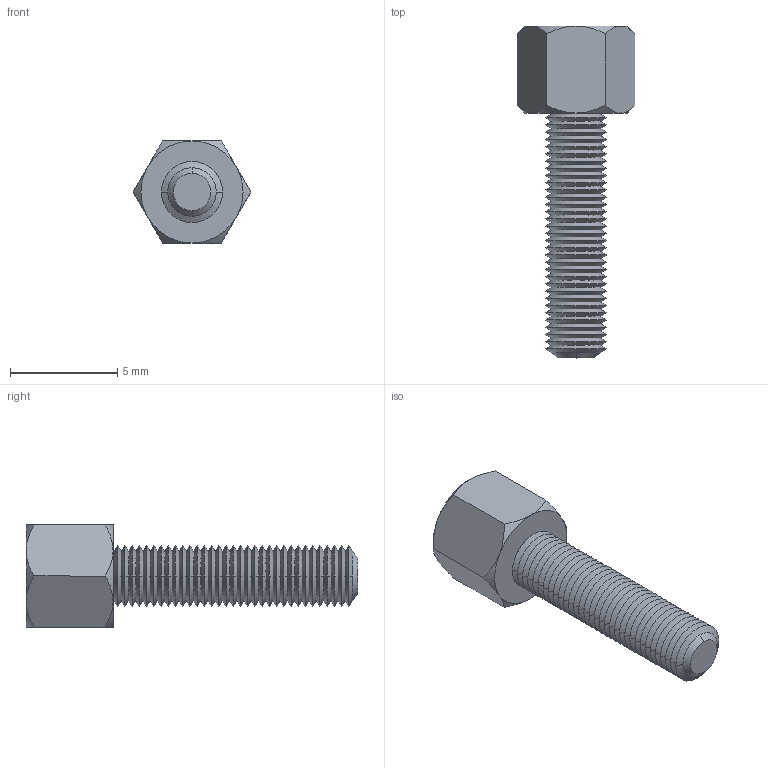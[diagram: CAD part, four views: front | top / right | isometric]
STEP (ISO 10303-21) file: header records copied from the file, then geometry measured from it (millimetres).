
FILE_DESCRIPTION (( 'STEP AP214' ), '1' );
FILE_NAME ('SDG450XS_3D.STEP', '2022-12-13T17:34:07', ( '' ), ( '' ), 'SwSTEP 2.0', 'SolidWorks 2022', '' );
FILE_SCHEMA (( 'AUTOMOTIVE_DESIGN' ));
Length unit declared in the file: inch
Products named in the file (1): SDG450XS_3D
Bounding box: 5.5 x 15.49 x 4.76 mm (x, y, z)
Volume: 118.1 mm3; surface area: 311.3 mm2
Topology: 1 solids, 1 shells, 164 faces, 336 edges, 175 vertices
Faces by surface type: cone 148, plane 10, cylinder 6
Entity records: 4304 total; most frequent: CARTESIAN_POINT 810, DIRECTION 802, ORIENTED_EDGE 668, EDGE_CURVE 334, AXIS2_PLACEMENT_3D 327, VERTEX_POINT 175, EDGE_LOOP 167, ADVANCED_FACE 164
